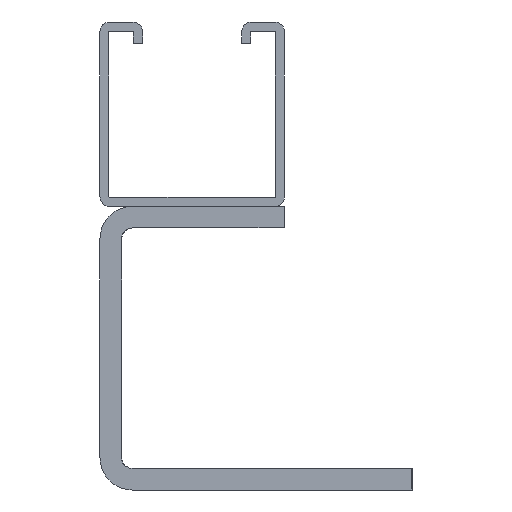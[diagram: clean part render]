
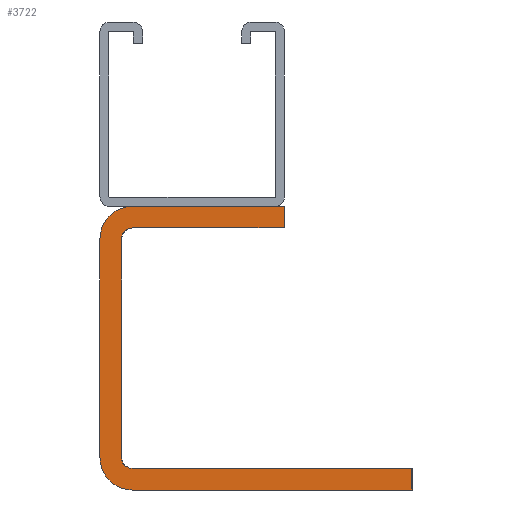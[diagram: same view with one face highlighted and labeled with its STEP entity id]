
A CAD part, front view. The second image highlights one B-rep face of the part: STEP entity #3722.
In plain terms, the highlighted planar face has unit normal (0, -1, 0).
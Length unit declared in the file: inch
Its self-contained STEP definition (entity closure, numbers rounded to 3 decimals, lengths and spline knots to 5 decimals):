
#66 = CARTESIAN_POINT ( 'NONE',  ( -0.321, 0.125, -1.25 ) ) ;
#72 = DIRECTION ( 'NONE',  ( 1., 0., 0. ) ) ;
#107 = AXIS2_PLACEMENT_3D ( 'NONE', #2677, #3008, #1842 ) ;
#212 = VECTOR ( 'NONE', #1218, 39.37008 ) ;
#219 = FACE_OUTER_BOUND ( 'NONE', #3675, .T. ) ;
#242 = EDGE_CURVE ( 'NONE', #1839, #1701, #792, .T. ) ;
#275 = VERTEX_POINT ( 'NONE', #499 ) ;
#286 = LINE ( 'NONE', #3589, #2221 ) ;
#304 = EDGE_CURVE ( 'NONE', #275, #3619, #3046, .T. ) ;
#346 = CARTESIAN_POINT ( 'NONE',  ( -0.2635, 0.125, -0.143 ) ) ;
#433 = DIRECTION ( 'NONE',  ( 0., 0., 1. ) ) ;
#499 = CARTESIAN_POINT ( 'NONE',  ( 0.4055, 0.125, -0.095 ) ) ;
#514 = ORIENTED_EDGE ( 'NONE', *, *, #242, .T. ) ;
#519 = ORIENTED_EDGE ( 'NONE', *, *, #1262, .F. ) ;
#531 = ORIENTED_EDGE ( 'NONE', *, *, #304, .F. ) ;
#537 = DIRECTION ( 'NONE',  ( -1., 0., 0. ) ) ;
#555 = CARTESIAN_POINT ( 'NONE',  ( -0.4065, 0.125, -1.25 ) ) ;
#639 = CARTESIAN_POINT ( 'NONE',  ( -0.4065, 0.125, -1.155 ) ) ;
#692 = ORIENTED_EDGE ( 'NONE', *, *, #2093, .F. ) ;
#792 = LINE ( 'NONE', #2518, #2855 ) ;
#802 = CARTESIAN_POINT ( 'NONE',  ( -0.2635, 0.125, -1.25 ) ) ;
#844 = VERTEX_POINT ( 'NONE', #1625 ) ;
#969 = DIRECTION ( 'NONE',  ( 0., 1., 0. ) ) ;
#984 = EDGE_CURVE ( 'NONE', #844, #2169, #1876, .T. ) ;
#1033 = ORIENTED_EDGE ( 'NONE', *, *, #3320, .F. ) ;
#1115 = AXIS2_PLACEMENT_3D ( 'NONE', #346, #2991, #72 ) ;
#1117 = DIRECTION ( 'NONE',  ( 0., -1., 0. ) ) ;
#1189 = CARTESIAN_POINT ( 'NONE',  ( -0.2635, 0.125, -1.107 ) ) ;
#1203 = VERTEX_POINT ( 'NONE', #2666 ) ;
#1218 = DIRECTION ( 'NONE',  ( -1., 0., 0. ) ) ;
#1235 = DIRECTION ( 'NONE',  ( 0., 0., -1. ) ) ;
#1238 = VECTOR ( 'NONE', #537, 39.37008 ) ;
#1262 = EDGE_CURVE ( 'NONE', #3619, #1203, #2242, .T. ) ;
#1290 = VERTEX_POINT ( 'NONE', #3182 ) ;
#1301 = VERTEX_POINT ( 'NONE', #802 ) ;
#1395 = VECTOR ( 'NONE', #3302, 39.37008 ) ;
#1462 = VERTEX_POINT ( 'NONE', #1563 ) ;
#1498 = DIRECTION ( 'NONE',  ( -1., 0., 0. ) ) ;
#1533 = PLANE ( 'NONE',  #2076 ) ;
#1563 = CARTESIAN_POINT ( 'NONE',  ( 0.4055, 0.125, 0. ) ) ;
#1574 = DIRECTION ( 'NONE',  ( 0., 0., -1. ) ) ;
#1600 = LINE ( 'NONE', #639, #1395 ) ;
#1625 = CARTESIAN_POINT ( 'NONE',  ( -0.4065, 0.125, -1.107 ) ) ;
#1701 = VERTEX_POINT ( 'NONE', #2152 ) ;
#1764 = CIRCLE ( 'NONE', #107, 0.143 ) ;
#1820 = EDGE_CURVE ( 'NONE', #1839, #1301, #3593, .T. ) ;
#1839 = VERTEX_POINT ( 'NONE', #3339 ) ;
#1842 = DIRECTION ( 'NONE',  ( -1., 0., 0. ) ) ;
#1848 = LINE ( 'NONE', #3292, #3110 ) ;
#1849 = EDGE_CURVE ( 'NONE', #1203, #2718, #2124, .T. ) ;
#1876 = LINE ( 'NONE', #555, #3088 ) ;
#1951 = CIRCLE ( 'NONE', #3186, 0.048 ) ;
#2060 = EDGE_CURVE ( 'NONE', #3185, #1462, #286, .T. ) ;
#2076 = AXIS2_PLACEMENT_3D ( 'NONE', #2443, #969, #1498 ) ;
#2093 = EDGE_CURVE ( 'NONE', #1462, #275, #1848, .T. ) ;
#2124 = LINE ( 'NONE', #3297, #3692 ) ;
#2152 = CARTESIAN_POINT ( 'NONE',  ( 0.9685, 0.125, -1.155 ) ) ;
#2161 = ORIENTED_EDGE ( 'NONE', *, *, #2845, .F. ) ;
#2169 = VERTEX_POINT ( 'NONE', #2955 ) ;
#2221 = VECTOR ( 'NONE', #2415, 39.37008 ) ;
#2242 = CIRCLE ( 'NONE', #2670, 0.048 ) ;
#2301 = EDGE_CURVE ( 'NONE', #1290, #1701, #1600, .T. ) ;
#2415 = DIRECTION ( 'NONE',  ( 1., 0., 0. ) ) ;
#2443 = CARTESIAN_POINT ( 'NONE',  ( -0.4065, 0.125, -1.25 ) ) ;
#2518 = CARTESIAN_POINT ( 'NONE',  ( 0.9685, 0.125, -1.25 ) ) ;
#2523 = ORIENTED_EDGE ( 'NONE', *, *, #1849, .F. ) ;
#2615 = DIRECTION ( 'NONE',  ( 0., 0., 1. ) ) ;
#2633 = CIRCLE ( 'NONE', #1115, 0.143 ) ;
#2666 = CARTESIAN_POINT ( 'NONE',  ( -0.3115, 0.125, -0.143 ) ) ;
#2670 = AXIS2_PLACEMENT_3D ( 'NONE', #2868, #1117, #3133 ) ;
#2677 = CARTESIAN_POINT ( 'NONE',  ( -0.2635, 0.125, -1.107 ) ) ;
#2718 = VERTEX_POINT ( 'NONE', #2787 ) ;
#2787 = CARTESIAN_POINT ( 'NONE',  ( -0.3115, 0.125, -1.107 ) ) ;
#2845 = EDGE_CURVE ( 'NONE', #2718, #1290, #1951, .T. ) ;
#2855 = VECTOR ( 'NONE', #433, 39.37008 ) ;
#2868 = CARTESIAN_POINT ( 'NONE',  ( -0.2635, 0.125, -0.143 ) ) ;
#2955 = CARTESIAN_POINT ( 'NONE',  ( -0.4065, 0.125, -0.143 ) ) ;
#2980 = CARTESIAN_POINT ( 'NONE',  ( -0.2635, 0.125, 0. ) ) ;
#2991 = DIRECTION ( 'NONE',  ( 0., 1., 0. ) ) ;
#3008 = DIRECTION ( 'NONE',  ( 0., 1., 0. ) ) ;
#3046 = LINE ( 'NONE', #3484, #1238 ) ;
#3077 = EDGE_CURVE ( 'NONE', #1301, #844, #1764, .T. ) ;
#3088 = VECTOR ( 'NONE', #2615, 39.37008 ) ;
#3110 = VECTOR ( 'NONE', #1235, 39.37008 ) ;
#3133 = DIRECTION ( 'NONE',  ( 1., 0., 0. ) ) ;
#3182 = CARTESIAN_POINT ( 'NONE',  ( -0.2635, 0.125, -1.155 ) ) ;
#3185 = VERTEX_POINT ( 'NONE', #2980 ) ;
#3186 = AXIS2_PLACEMENT_3D ( 'NONE', #1189, #3738, #3514 ) ;
#3292 = CARTESIAN_POINT ( 'NONE',  ( 0.4055, 0.125, -1.25 ) ) ;
#3297 = CARTESIAN_POINT ( 'NONE',  ( -0.3115, 0.125, -1.25 ) ) ;
#3302 = DIRECTION ( 'NONE',  ( 1., 0., 0. ) ) ;
#3320 = EDGE_CURVE ( 'NONE', #2169, #3185, #2633, .T. ) ;
#3339 = CARTESIAN_POINT ( 'NONE',  ( 0.9685, 0.125, -1.25 ) ) ;
#3405 = ORIENTED_EDGE ( 'NONE', *, *, #1820, .F. ) ;
#3464 = CARTESIAN_POINT ( 'NONE',  ( -0.2635, 0.125, -0.095 ) ) ;
#3475 = ORIENTED_EDGE ( 'NONE', *, *, #3077, .F. ) ;
#3484 = CARTESIAN_POINT ( 'NONE',  ( -0.4065, 0.125, -0.095 ) ) ;
#3514 = DIRECTION ( 'NONE',  ( -1., 0., 0. ) ) ;
#3589 = CARTESIAN_POINT ( 'NONE',  ( -0.4065, 0.125, 0. ) ) ;
#3593 = LINE ( 'NONE', #66, #212 ) ;
#3619 = VERTEX_POINT ( 'NONE', #3464 ) ;
#3658 = ORIENTED_EDGE ( 'NONE', *, *, #984, .F. ) ;
#3675 = EDGE_LOOP ( 'NONE', ( #3475, #3405, #514, #3791, #2161, #2523, #519, #531, #692, #3678, #1033, #3658 ) ) ;
#3678 = ORIENTED_EDGE ( 'NONE', *, *, #2060, .F. ) ;
#3692 = VECTOR ( 'NONE', #1574, 39.37008 ) ;
#3722 = ADVANCED_FACE ( 'NONE', ( #219 ), #1533, .F. ) ;
#3738 = DIRECTION ( 'NONE',  ( 0., -1., 0. ) ) ;
#3791 = ORIENTED_EDGE ( 'NONE', *, *, #2301, .F. ) ;
